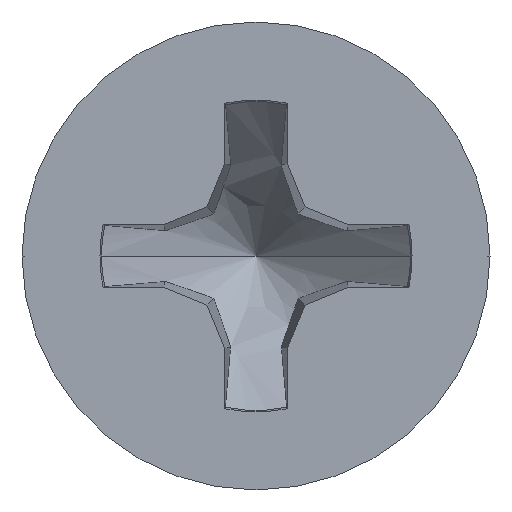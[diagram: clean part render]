
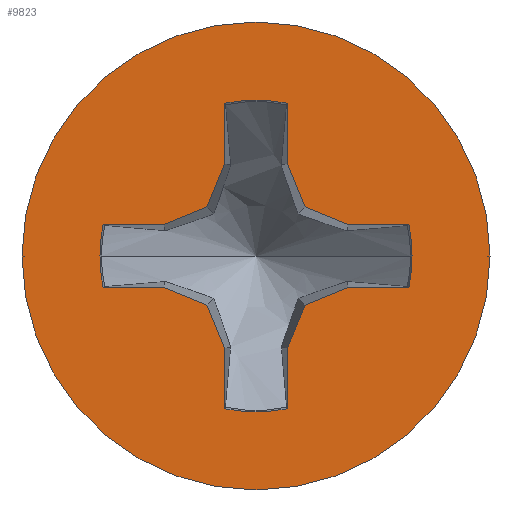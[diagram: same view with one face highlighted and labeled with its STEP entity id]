
A CAD part, top view. The second image highlights one B-rep face of the part: STEP entity #9823.
In plain terms, the highlighted planar face has unit normal (0, 0, 1).
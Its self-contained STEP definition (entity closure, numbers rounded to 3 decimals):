
#54=AXIS2_PLACEMENT_3D('Circle Axis2P3D',#52,#53,$) ;
#442=AXIS2_PLACEMENT_3D('Circle Axis2P3D',#440,#441,$) ;
#481=AXIS2_PLACEMENT_3D('Circle Axis2P3D',#479,#480,$) ;
#652=AXIS2_PLACEMENT_3D('Circle Axis2P3D',#650,#651,$) ;
#9747=AXIS2_PLACEMENT_3D('Circle Axis2P3D',#9745,#9746,$) ;
#9759=AXIS2_PLACEMENT_3D('Circle Axis2P3D',#9757,#9758,$) ;
#9766=AXIS2_PLACEMENT_3D('Circle Axis2P3D',#9764,#9765,$) ;
#9780=AXIS2_PLACEMENT_3D('Circle Axis2P3D',#9778,#9779,$) ;
#9793=AXIS2_PLACEMENT_3D('Plane Axis2P3D',#9790,#9791,#9792) ;
#49=CARTESIAN_POINT('Vertex',(1.867,0.,1.65)) ;
#52=CARTESIAN_POINT('Axis2P3D Location',(0.,0.,1.65)) ;
#56=CARTESIAN_POINT('Vertex',(1.829,0.373,1.65)) ;
#77=CARTESIAN_POINT('Line Origine',(1.465,0.373,1.65)) ;
#81=CARTESIAN_POINT('Vertex',(1.101,0.373,1.65)) ;
#254=CARTESIAN_POINT('Line Origine',(0.844,0.48,1.65)) ;
#258=CARTESIAN_POINT('Vertex',(0.587,0.587,1.65)) ;
#273=CARTESIAN_POINT('Line Origine',(-1.465,0.373,1.65)) ;
#277=CARTESIAN_POINT('Vertex',(-1.101,0.373,1.65)) ;
#279=CARTESIAN_POINT('Vertex',(-1.829,0.373,1.65)) ;
#304=CARTESIAN_POINT('Line Origine',(-0.844,0.48,1.65)) ;
#308=CARTESIAN_POINT('Vertex',(-0.587,0.587,1.65)) ;
#328=CARTESIAN_POINT('Line Origine',(-0.48,0.844,1.65)) ;
#332=CARTESIAN_POINT('Vertex',(-0.373,1.101,1.65)) ;
#352=CARTESIAN_POINT('Line Origine',(-0.373,1.465,1.65)) ;
#356=CARTESIAN_POINT('Vertex',(-0.373,1.829,1.65)) ;
#376=CARTESIAN_POINT('Line Origine',(0.373,1.465,1.65)) ;
#380=CARTESIAN_POINT('Vertex',(0.373,1.101,1.65)) ;
#382=CARTESIAN_POINT('Vertex',(0.373,1.829,1.65)) ;
#407=CARTESIAN_POINT('Line Origine',(0.48,0.844,1.65)) ;
#437=CARTESIAN_POINT('Vertex',(-2.8,0.,1.65)) ;
#440=CARTESIAN_POINT('Axis2P3D Location',(0.,0.,1.65)) ;
#444=CARTESIAN_POINT('Vertex',(2.8,0.,1.65)) ;
#479=CARTESIAN_POINT('Axis2P3D Location',(0.,0.,1.65)) ;
#497=CARTESIAN_POINT('Line Origine',(-1.465,-0.373,1.65)) ;
#501=CARTESIAN_POINT('Vertex',(-1.829,-0.373,1.65)) ;
#503=CARTESIAN_POINT('Vertex',(-1.101,-0.373,1.65)) ;
#543=CARTESIAN_POINT('Line Origine',(-0.844,-0.48,1.65)) ;
#547=CARTESIAN_POINT('Vertex',(-0.587,-0.587,1.65)) ;
#583=CARTESIAN_POINT('Line Origine',(-0.48,-0.844,1.65)) ;
#587=CARTESIAN_POINT('Vertex',(-0.373,-1.101,1.65)) ;
#618=CARTESIAN_POINT('Line Origine',(-0.373,-1.465,1.65)) ;
#622=CARTESIAN_POINT('Vertex',(-0.373,-1.829,1.65)) ;
#650=CARTESIAN_POINT('Axis2P3D Location',(0.,0.,1.65)) ;
#654=CARTESIAN_POINT('Vertex',(0.373,-1.829,1.65)) ;
#677=CARTESIAN_POINT('Line Origine',(0.373,-1.465,1.65)) ;
#681=CARTESIAN_POINT('Vertex',(0.373,-1.101,1.65)) ;
#714=CARTESIAN_POINT('Line Origine',(0.48,-0.844,1.65)) ;
#718=CARTESIAN_POINT('Vertex',(0.587,-0.587,1.65)) ;
#754=CARTESIAN_POINT('Line Origine',(0.844,-0.48,1.65)) ;
#758=CARTESIAN_POINT('Vertex',(1.101,-0.373,1.65)) ;
#789=CARTESIAN_POINT('Line Origine',(1.465,-0.373,1.65)) ;
#793=CARTESIAN_POINT('Vertex',(1.829,-0.373,1.65)) ;
#9745=CARTESIAN_POINT('Axis2P3D Location',(0.,0.,1.65)) ;
#9757=CARTESIAN_POINT('Axis2P3D Location',(0.,0.,1.65)) ;
#9761=CARTESIAN_POINT('Vertex',(-1.867,0.,1.65)) ;
#9764=CARTESIAN_POINT('Axis2P3D Location',(0.,0.,1.65)) ;
#9778=CARTESIAN_POINT('Axis2P3D Location',(0.,0.,1.65)) ;
#9790=CARTESIAN_POINT('Axis2P3D Location',(0.,1.5,1.65)) ;
#53=DIRECTION('Axis2P3D Direction',(0.,0.,1.)) ;
#78=DIRECTION('Vector Direction',(-1.,0.,0.)) ;
#255=DIRECTION('Vector Direction',(-0.924,0.383,0.)) ;
#274=DIRECTION('Vector Direction',(-1.,0.,0.)) ;
#305=DIRECTION('Vector Direction',(-0.924,-0.383,0.)) ;
#329=DIRECTION('Vector Direction',(-0.383,-0.924,0.)) ;
#353=DIRECTION('Vector Direction',(0.,-1.,0.)) ;
#377=DIRECTION('Vector Direction',(0.,1.,0.)) ;
#408=DIRECTION('Vector Direction',(-0.383,0.924,0.)) ;
#441=DIRECTION('Axis2P3D Direction',(0.,-0.,1.)) ;
#480=DIRECTION('Axis2P3D Direction',(0.,-0.,1.)) ;
#498=DIRECTION('Vector Direction',(1.,0.,0.)) ;
#544=DIRECTION('Vector Direction',(0.924,-0.383,0.)) ;
#584=DIRECTION('Vector Direction',(0.383,-0.924,0.)) ;
#619=DIRECTION('Vector Direction',(0.,-1.,0.)) ;
#651=DIRECTION('Axis2P3D Direction',(0.,0.,1.)) ;
#678=DIRECTION('Vector Direction',(0.,1.,0.)) ;
#715=DIRECTION('Vector Direction',(0.383,0.924,0.)) ;
#755=DIRECTION('Vector Direction',(0.924,0.383,0.)) ;
#790=DIRECTION('Vector Direction',(1.,0.,0.)) ;
#9746=DIRECTION('Axis2P3D Direction',(0.,0.,1.)) ;
#9758=DIRECTION('Axis2P3D Direction',(0.,0.,1.)) ;
#9765=DIRECTION('Axis2P3D Direction',(0.,0.,1.)) ;
#9779=DIRECTION('Axis2P3D Direction',(0.,0.,1.)) ;
#9791=DIRECTION('Axis2P3D Direction',(0.,0.,-1.)) ;
#9792=DIRECTION('Axis2P3D XDirection',(0.,1.,0.)) ;
#79=VECTOR('Line Direction',#78,1.) ;
#256=VECTOR('Line Direction',#255,1.) ;
#275=VECTOR('Line Direction',#274,1.) ;
#306=VECTOR('Line Direction',#305,1.) ;
#330=VECTOR('Line Direction',#329,1.) ;
#354=VECTOR('Line Direction',#353,1.) ;
#378=VECTOR('Line Direction',#377,1.) ;
#409=VECTOR('Line Direction',#408,1.) ;
#499=VECTOR('Line Direction',#498,1.) ;
#545=VECTOR('Line Direction',#544,1.) ;
#585=VECTOR('Line Direction',#584,1.) ;
#620=VECTOR('Line Direction',#619,1.) ;
#679=VECTOR('Line Direction',#678,1.) ;
#716=VECTOR('Line Direction',#715,1.) ;
#756=VECTOR('Line Direction',#755,1.) ;
#791=VECTOR('Line Direction',#790,1.) ;
#9796=ORIENTED_EDGE('',*,*,#483,.F.) ;
#9797=ORIENTED_EDGE('',*,*,#446,.F.) ;
#9800=ORIENTED_EDGE('',*,*,#9749,.F.) ;
#9801=ORIENTED_EDGE('',*,*,#384,.F.) ;
#9802=ORIENTED_EDGE('',*,*,#411,.F.) ;
#9803=ORIENTED_EDGE('',*,*,#260,.F.) ;
#9804=ORIENTED_EDGE('',*,*,#83,.F.) ;
#9805=ORIENTED_EDGE('',*,*,#58,.F.) ;
#9806=ORIENTED_EDGE('',*,*,#9782,.F.) ;
#9807=ORIENTED_EDGE('',*,*,#795,.F.) ;
#9808=ORIENTED_EDGE('',*,*,#760,.F.) ;
#9809=ORIENTED_EDGE('',*,*,#720,.F.) ;
#9810=ORIENTED_EDGE('',*,*,#683,.F.) ;
#9811=ORIENTED_EDGE('',*,*,#656,.F.) ;
#9812=ORIENTED_EDGE('',*,*,#624,.F.) ;
#9813=ORIENTED_EDGE('',*,*,#589,.F.) ;
#9814=ORIENTED_EDGE('',*,*,#549,.F.) ;
#9815=ORIENTED_EDGE('',*,*,#505,.F.) ;
#9816=ORIENTED_EDGE('',*,*,#9763,.F.) ;
#9817=ORIENTED_EDGE('',*,*,#9768,.F.) ;
#9818=ORIENTED_EDGE('',*,*,#281,.F.) ;
#9819=ORIENTED_EDGE('',*,*,#310,.F.) ;
#9820=ORIENTED_EDGE('',*,*,#334,.F.) ;
#9821=ORIENTED_EDGE('',*,*,#358,.F.) ;
#9822=FACE_BOUND('',#9799,.T.) ;
#9823=ADVANCED_FACE('Imported1',(#9798,#9822),#9794,.F.) ;
#55=CIRCLE('generated circle',#54,1.867) ;
#443=CIRCLE('generated circle',#442,2.8) ;
#482=CIRCLE('generated circle',#481,2.8) ;
#653=CIRCLE('generated circle',#652,1.867) ;
#9748=CIRCLE('generated circle',#9747,1.867) ;
#9760=CIRCLE('generated circle',#9759,1.867) ;
#9767=CIRCLE('generated circle',#9766,1.867) ;
#9781=CIRCLE('generated circle',#9780,1.867) ;
#58=EDGE_CURVE('',#50,#57,#55,.T.) ;
#83=EDGE_CURVE('',#57,#82,#80,.T.) ;
#260=EDGE_CURVE('',#82,#259,#257,.T.) ;
#281=EDGE_CURVE('',#278,#280,#276,.T.) ;
#310=EDGE_CURVE('',#309,#278,#307,.T.) ;
#334=EDGE_CURVE('',#333,#309,#331,.T.) ;
#358=EDGE_CURVE('',#357,#333,#355,.T.) ;
#384=EDGE_CURVE('',#381,#383,#379,.T.) ;
#411=EDGE_CURVE('',#259,#381,#410,.T.) ;
#446=EDGE_CURVE('',#438,#445,#443,.F.) ;
#483=EDGE_CURVE('',#445,#438,#482,.F.) ;
#505=EDGE_CURVE('',#502,#504,#500,.T.) ;
#549=EDGE_CURVE('',#504,#548,#546,.T.) ;
#589=EDGE_CURVE('',#548,#588,#586,.T.) ;
#624=EDGE_CURVE('',#588,#623,#621,.T.) ;
#656=EDGE_CURVE('',#623,#655,#653,.T.) ;
#683=EDGE_CURVE('',#655,#682,#680,.T.) ;
#720=EDGE_CURVE('',#682,#719,#717,.T.) ;
#760=EDGE_CURVE('',#719,#759,#757,.T.) ;
#795=EDGE_CURVE('',#759,#794,#792,.T.) ;
#9749=EDGE_CURVE('',#383,#357,#9748,.T.) ;
#9763=EDGE_CURVE('',#9762,#502,#9760,.T.) ;
#9768=EDGE_CURVE('',#280,#9762,#9767,.T.) ;
#9782=EDGE_CURVE('',#794,#50,#9781,.T.) ;
#9795=EDGE_LOOP('',(#9796,#9797)) ;
#9799=EDGE_LOOP('',(#9800,#9801,#9802,#9803,#9804,#9805,#9806,#9807,#9808,#9809,#9810,#9811,#9812,#9813,#9814,#9815,#9816,#9817,#9818,#9819,#9820,#9821)) ;
#9798=FACE_OUTER_BOUND('',#9795,.T.) ;
#80=LINE('Line',#77,#79) ;
#257=LINE('Line',#254,#256) ;
#276=LINE('Line',#273,#275) ;
#307=LINE('Line',#304,#306) ;
#331=LINE('Line',#328,#330) ;
#355=LINE('Line',#352,#354) ;
#379=LINE('Line',#376,#378) ;
#410=LINE('Line',#407,#409) ;
#500=LINE('Line',#497,#499) ;
#546=LINE('Line',#543,#545) ;
#586=LINE('Line',#583,#585) ;
#621=LINE('Line',#618,#620) ;
#680=LINE('Line',#677,#679) ;
#717=LINE('Line',#714,#716) ;
#757=LINE('Line',#754,#756) ;
#792=LINE('Line',#789,#791) ;
#9794=PLANE('',#9793) ;
#50=VERTEX_POINT('',#49) ;
#57=VERTEX_POINT('',#56) ;
#82=VERTEX_POINT('',#81) ;
#259=VERTEX_POINT('',#258) ;
#278=VERTEX_POINT('',#277) ;
#280=VERTEX_POINT('',#279) ;
#309=VERTEX_POINT('',#308) ;
#333=VERTEX_POINT('',#332) ;
#357=VERTEX_POINT('',#356) ;
#381=VERTEX_POINT('',#380) ;
#383=VERTEX_POINT('',#382) ;
#438=VERTEX_POINT('',#437) ;
#445=VERTEX_POINT('',#444) ;
#502=VERTEX_POINT('',#501) ;
#504=VERTEX_POINT('',#503) ;
#548=VERTEX_POINT('',#547) ;
#588=VERTEX_POINT('',#587) ;
#623=VERTEX_POINT('',#622) ;
#655=VERTEX_POINT('',#654) ;
#682=VERTEX_POINT('',#681) ;
#719=VERTEX_POINT('',#718) ;
#759=VERTEX_POINT('',#758) ;
#794=VERTEX_POINT('',#793) ;
#9762=VERTEX_POINT('',#9761) ;
